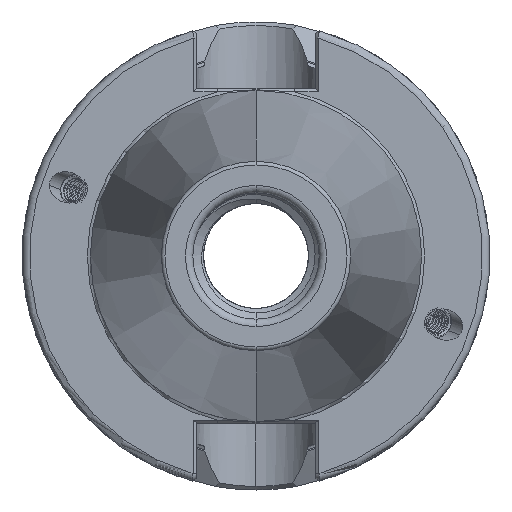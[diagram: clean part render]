
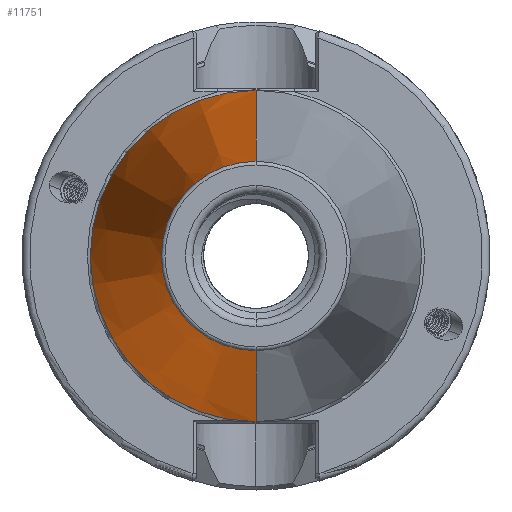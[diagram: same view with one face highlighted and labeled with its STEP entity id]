
A CAD part, left-side view. The second image highlights one B-rep face of the part: STEP entity #11751.
In plain terms, the highlighted conical face has half-angle 8.297 degrees and reference radius 22.298 mm.
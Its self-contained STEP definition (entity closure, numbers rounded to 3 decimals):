
#2476 = EDGE_CURVE ( 'NONE', #38042, #38063, #20046, .T. ) ;
#2486 = EDGE_CURVE ( 'NONE', #38097, #38069, #20048, .T. ) ;
#2487 = EDGE_CURVE ( 'NONE', #38063, #38069, #20093, .T. ) ;
#2512 = EDGE_CURVE ( 'NONE', #38042, #38097, #20145, .T. ) ;
#5340 = EDGE_LOOP ( 'NONE', ( #17617, #17652, #17642, #17643 ) ) ;
#6433 = DIRECTION ( 'NONE',  ( 1., 0., 0. ) ) ;
#6439 = CARTESIAN_POINT ( 'NONE',  ( -66.972, 0., 0. ) ) ;
#6447 = DIRECTION ( 'NONE',  ( 0., 0., -1. ) ) ;
#6477 = CARTESIAN_POINT ( 'NONE',  ( -1.5, 0., 0. ) ) ;
#6480 = DIRECTION ( 'NONE',  ( 1., 0., 0. ) ) ;
#6486 = DIRECTION ( 'NONE',  ( 0.99, 0., 0.144 ) ) ;
#6491 = DIRECTION ( 'NONE',  ( 0., 0., -1. ) ) ;
#6500 = CARTESIAN_POINT ( 'NONE',  ( -1.5, 0., 22.298 ) ) ;
#6573 = CARTESIAN_POINT ( 'NONE',  ( -1.5, 0., -22.298 ) ) ;
#6579 = DIRECTION ( 'NONE',  ( 0.99, 0., -0.144 ) ) ;
#7687 = AXIS2_PLACEMENT_3D ( 'NONE', #6439, #6433, #6447 ) ;
#7720 = AXIS2_PLACEMENT_3D ( 'NONE', #6477, #6480, #6491 ) ;
#7903 = AXIS2_PLACEMENT_3D ( 'NONE', #27274, #27276, #27254 ) ;
#11751 = ADVANCED_FACE ( 'NONE', ( #24742 ), #24721, .T. ) ;
#12681 = CARTESIAN_POINT ( 'NONE',  ( -66.972, 0., 12.75 ) ) ;
#12682 = CARTESIAN_POINT ( 'NONE',  ( -1.5, 0., 22.298 ) ) ;
#12684 = CARTESIAN_POINT ( 'NONE',  ( -66.972, 0., -12.75 ) ) ;
#12824 = CARTESIAN_POINT ( 'NONE',  ( -1.5, 0., -22.298 ) ) ;
#17617 = ORIENTED_EDGE ( 'NONE', *, *, #2476, .T. ) ;
#17642 = ORIENTED_EDGE ( 'NONE', *, *, #2486, .F. ) ;
#17643 = ORIENTED_EDGE ( 'NONE', *, *, #2512, .F. ) ;
#17652 = ORIENTED_EDGE ( 'NONE', *, *, #2487, .T. ) ;
#20046 = CIRCLE ( 'NONE', #7687, 12.75 ) ;
#20048 = CIRCLE ( 'NONE', #7720, 22.298 ) ;
#20083 = VECTOR ( 'NONE', #6486, 1000. ) ;
#20093 = LINE ( 'NONE', #6500, #20083 ) ;
#20145 = LINE ( 'NONE', #6573, #20204 ) ;
#20204 = VECTOR ( 'NONE', #6579, 1000. ) ;
#24721 = CONICAL_SURFACE ( 'NONE', #7903, 22.298, 0.145 ) ;
#24742 = FACE_OUTER_BOUND ( 'NONE', #5340, .T. ) ;
#27254 = DIRECTION ( 'NONE',  ( 0., 0., -1. ) ) ;
#27274 = CARTESIAN_POINT ( 'NONE',  ( -1.5, 0., 0. ) ) ;
#27276 = DIRECTION ( 'NONE',  ( 1., 0., 0. ) ) ;
#38042 = VERTEX_POINT ( 'NONE', #12684 ) ;
#38063 = VERTEX_POINT ( 'NONE', #12681 ) ;
#38069 = VERTEX_POINT ( 'NONE', #12682 ) ;
#38097 = VERTEX_POINT ( 'NONE', #12824 ) ;
